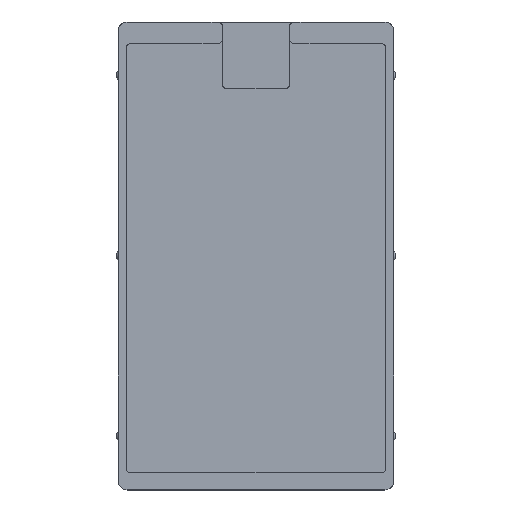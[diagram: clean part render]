
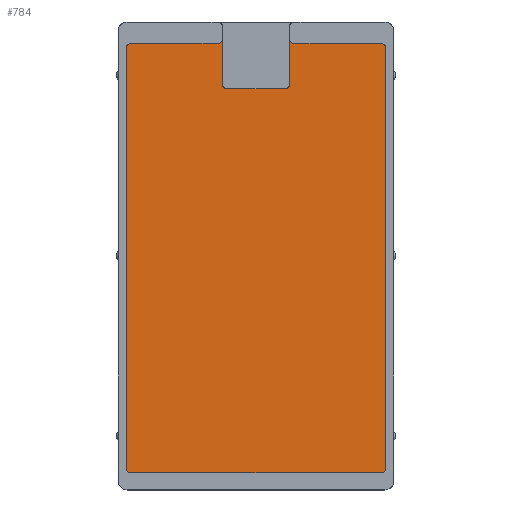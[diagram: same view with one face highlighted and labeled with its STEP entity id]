
A CAD part, top view. The second image highlights one B-rep face of the part: STEP entity #784.
In plain terms, the highlighted planar face has unit normal (0, 0, 1).
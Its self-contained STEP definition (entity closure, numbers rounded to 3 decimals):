
#54=LINE('',#1432,#116);
#60=LINE('',#1448,#122);
#64=LINE('',#1458,#126);
#67=LINE('',#1469,#129);
#69=LINE('',#1474,#131);
#70=LINE('',#1478,#132);
#71=LINE('',#1482,#133);
#72=LINE('',#1486,#134);
#116=VECTOR('',#1024,10.);
#122=VECTOR('',#1038,10.);
#126=VECTOR('',#1050,10.);
#129=VECTOR('',#1063,10.);
#131=VECTOR('',#1069,10.);
#132=VECTOR('',#1072,10.);
#133=VECTOR('',#1075,10.);
#134=VECTOR('',#1078,10.);
#184=PLANE('',#878);
#220=FACE_OUTER_BOUND('',#266,.T.);
#266=EDGE_LOOP('',(#643,#644,#645,#646,#647,#648,#649,#650,#651,#652,#653,
#654,#655,#656,#657,#658));
#326=CIRCLE('',#866,1.);
#328=CIRCLE('',#870,1.);
#329=CIRCLE('',#873,1.);
#330=CIRCLE('',#875,1.);
#331=CIRCLE('',#879,1.);
#332=CIRCLE('',#880,1.);
#333=CIRCLE('',#881,1.);
#334=CIRCLE('',#882,1.);
#381=VERTEX_POINT('',#1429);
#382=VERTEX_POINT('',#1431);
#386=VERTEX_POINT('',#1440);
#387=VERTEX_POINT('',#1442);
#388=VERTEX_POINT('',#1447);
#390=VERTEX_POINT('',#1453);
#391=VERTEX_POINT('',#1460);
#392=VERTEX_POINT('',#1464);
#393=VERTEX_POINT('',#1468);
#394=VERTEX_POINT('',#1473);
#395=VERTEX_POINT('',#1475);
#396=VERTEX_POINT('',#1477);
#397=VERTEX_POINT('',#1479);
#398=VERTEX_POINT('',#1481);
#399=VERTEX_POINT('',#1483);
#400=VERTEX_POINT('',#1485);
#468=EDGE_CURVE('',#382,#381,#54,.T.);
#473=EDGE_CURVE('',#386,#387,#326,.T.);
#476=EDGE_CURVE('',#388,#387,#60,.T.);
#479=EDGE_CURVE('',#382,#390,#328,.T.);
#482=EDGE_CURVE('',#386,#390,#64,.T.);
#484=EDGE_CURVE('',#391,#381,#329,.F.);
#485=EDGE_CURVE('',#388,#392,#330,.F.);
#487=EDGE_CURVE('',#392,#393,#67,.T.);
#489=EDGE_CURVE('',#394,#391,#69,.T.);
#490=EDGE_CURVE('',#394,#395,#331,.T.);
#491=EDGE_CURVE('',#396,#395,#70,.T.);
#492=EDGE_CURVE('',#396,#397,#332,.T.);
#493=EDGE_CURVE('',#398,#397,#71,.T.);
#494=EDGE_CURVE('',#398,#399,#333,.T.);
#495=EDGE_CURVE('',#400,#399,#72,.T.);
#496=EDGE_CURVE('',#400,#393,#334,.T.);
#643=ORIENTED_EDGE('',*,*,#476,.T.);
#644=ORIENTED_EDGE('',*,*,#473,.F.);
#645=ORIENTED_EDGE('',*,*,#482,.T.);
#646=ORIENTED_EDGE('',*,*,#479,.F.);
#647=ORIENTED_EDGE('',*,*,#468,.T.);
#648=ORIENTED_EDGE('',*,*,#484,.F.);
#649=ORIENTED_EDGE('',*,*,#489,.F.);
#650=ORIENTED_EDGE('',*,*,#490,.T.);
#651=ORIENTED_EDGE('',*,*,#491,.F.);
#652=ORIENTED_EDGE('',*,*,#492,.T.);
#653=ORIENTED_EDGE('',*,*,#493,.F.);
#654=ORIENTED_EDGE('',*,*,#494,.T.);
#655=ORIENTED_EDGE('',*,*,#495,.F.);
#656=ORIENTED_EDGE('',*,*,#496,.T.);
#657=ORIENTED_EDGE('',*,*,#487,.F.);
#658=ORIENTED_EDGE('',*,*,#485,.F.);
#784=ADVANCED_FACE('',(#220),#184,.F.);
#866=AXIS2_PLACEMENT_3D('',#1443,#1032,#1033);
#870=AXIS2_PLACEMENT_3D('',#1454,#1044,#1045);
#873=AXIS2_PLACEMENT_3D('',#1462,#1054,#1055);
#875=AXIS2_PLACEMENT_3D('',#1465,#1058,#1059);
#878=AXIS2_PLACEMENT_3D('',#1472,#1067,#1068);
#879=AXIS2_PLACEMENT_3D('',#1476,#1070,#1071);
#880=AXIS2_PLACEMENT_3D('',#1480,#1073,#1074);
#881=AXIS2_PLACEMENT_3D('',#1484,#1076,#1077);
#882=AXIS2_PLACEMENT_3D('',#1487,#1079,#1080);
#1024=DIRECTION('',(0.,1.,0.));
#1032=DIRECTION('center_axis',(0.,0.,1.));
#1033=DIRECTION('ref_axis',(0.707,-0.707,0.));
#1038=DIRECTION('',(0.,-1.,0.));
#1044=DIRECTION('center_axis',(0.,0.,1.));
#1045=DIRECTION('ref_axis',(-0.707,-0.707,0.));
#1050=DIRECTION('',(-1.,0.,0.));
#1054=DIRECTION('center_axis',(0.,0.,-1.));
#1055=DIRECTION('ref_axis',(0.707,-0.707,0.));
#1058=DIRECTION('center_axis',(0.,0.,-1.));
#1059=DIRECTION('ref_axis',(-0.707,-0.707,0.));
#1063=DIRECTION('',(1.,0.,0.));
#1067=DIRECTION('center_axis',(0.,0.,-1.));
#1068=DIRECTION('ref_axis',(-1.,0.,0.));
#1069=DIRECTION('',(1.,0.,0.));
#1070=DIRECTION('center_axis',(0.,0.,1.));
#1071=DIRECTION('ref_axis',(-0.707,0.707,0.));
#1072=DIRECTION('',(0.,1.,0.));
#1073=DIRECTION('center_axis',(0.,0.,1.));
#1074=DIRECTION('ref_axis',(-0.707,-0.707,0.));
#1075=DIRECTION('',(-1.,0.,0.));
#1076=DIRECTION('center_axis',(0.,0.,1.));
#1077=DIRECTION('ref_axis',(0.707,-0.707,0.));
#1078=DIRECTION('',(0.,-1.,0.));
#1079=DIRECTION('center_axis',(0.,0.,1.));
#1080=DIRECTION('ref_axis',(0.707,0.707,0.));
#1429=CARTESIAN_POINT('',(21.075,1.5,-8.));
#1431=CARTESIAN_POINT('',(21.075,-8.7,-8.));
#1432=CARTESIAN_POINT('',(21.075,-28.663,-8.));
#1440=CARTESIAN_POINT('',(35.075,-9.7,-8.));
#1442=CARTESIAN_POINT('',(36.075,-8.7,-8.));
#1443=CARTESIAN_POINT('Origin',(35.075,-8.7,-8.));
#1447=CARTESIAN_POINT('',(36.075,1.5,-8.));
#1448=CARTESIAN_POINT('',(36.075,-21.163,-8.));
#1453=CARTESIAN_POINT('',(22.075,-9.7,-8.));
#1454=CARTESIAN_POINT('Origin',(22.075,-8.7,-8.));
#1458=CARTESIAN_POINT('',(32.325,-9.7,-8.));
#1460=CARTESIAN_POINT('',(20.075,0.5,-8.));
#1462=CARTESIAN_POINT('Origin',(20.075,1.5,-8.));
#1464=CARTESIAN_POINT('',(37.075,0.5,-8.));
#1465=CARTESIAN_POINT('Origin',(37.075,1.5,-8.));
#1468=CARTESIAN_POINT('',(56.65,0.5,-8.));
#1469=CARTESIAN_POINT('',(-0.5,0.5,-8.));
#1472=CARTESIAN_POINT('Origin',(28.575,-47.625,-8.));
#1473=CARTESIAN_POINT('',(0.5,0.5,-8.));
#1474=CARTESIAN_POINT('',(-0.5,0.5,-8.));
#1475=CARTESIAN_POINT('',(-0.5,-0.5,-8.));
#1476=CARTESIAN_POINT('Origin',(0.5,-0.5,-8.));
#1477=CARTESIAN_POINT('',(-0.5,-94.75,-8.));
#1478=CARTESIAN_POINT('',(-0.5,0.5,-8.));
#1479=CARTESIAN_POINT('',(0.5,-95.75,-8.));
#1480=CARTESIAN_POINT('Origin',(0.5,-94.75,-8.));
#1481=CARTESIAN_POINT('',(56.65,-95.75,-8.));
#1482=CARTESIAN_POINT('',(-0.5,-95.75,-8.));
#1483=CARTESIAN_POINT('',(57.65,-94.75,-8.));
#1484=CARTESIAN_POINT('Origin',(56.65,-94.75,-8.));
#1485=CARTESIAN_POINT('',(57.65,-0.5,-8.));
#1486=CARTESIAN_POINT('',(57.65,0.5,-8.));
#1487=CARTESIAN_POINT('Origin',(56.65,-0.5,-8.));
